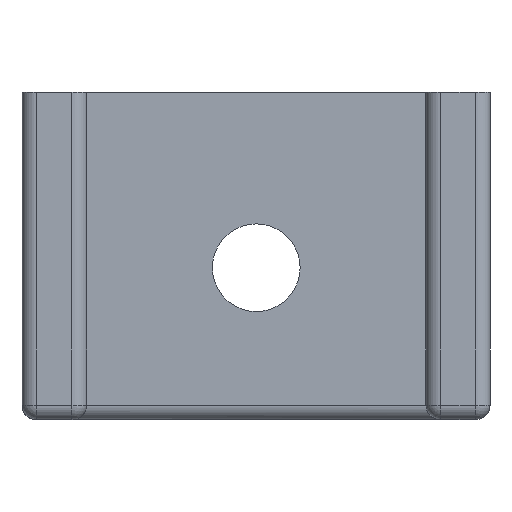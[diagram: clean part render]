
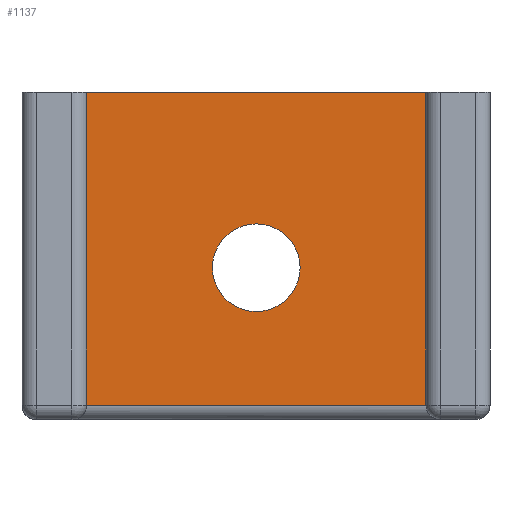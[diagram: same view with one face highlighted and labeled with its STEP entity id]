
A CAD part, left-side view. The second image highlights one B-rep face of the part: STEP entity #1137.
In plain terms, the highlighted planar face has unit normal (-1, 0, 0).
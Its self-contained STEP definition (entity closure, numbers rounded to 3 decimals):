
#68=FACE_BOUND('',#226,.T.);
#76=CIRCLE('',#1208,1.5);
#77=CIRCLE('',#1209,1.5);
#152=FACE_OUTER_BOUND('',#225,.T.);
#225=EDGE_LOOP('',(#842,#843,#844,#845));
#226=EDGE_LOOP('',(#846,#847));
#314=LINE('',#1841,#417);
#315=LINE('',#1849,#418);
#316=LINE('',#1850,#419);
#317=LINE('',#1851,#420);
#417=VECTOR('',#1447,10.);
#418=VECTOR('',#1458,10.);
#419=VECTOR('',#1459,0.5);
#420=VECTOR('',#1460,10.);
#500=VERTEX_POINT('',#1736);
#501=VERTEX_POINT('',#1738);
#520=VERTEX_POINT('',#1820);
#525=VERTEX_POINT('',#1839);
#526=VERTEX_POINT('',#1847);
#527=VERTEX_POINT('',#1848);
#604=EDGE_CURVE('',#501,#500,#76,.T.);
#605=EDGE_CURVE('',#500,#501,#77,.T.);
#642=EDGE_CURVE('',#520,#525,#314,.T.);
#645=EDGE_CURVE('',#526,#527,#315,.T.);
#646=EDGE_CURVE('',#520,#527,#316,.T.);
#647=EDGE_CURVE('',#525,#526,#317,.T.);
#842=ORIENTED_EDGE('',*,*,#645,.T.);
#843=ORIENTED_EDGE('',*,*,#646,.F.);
#844=ORIENTED_EDGE('',*,*,#642,.T.);
#845=ORIENTED_EDGE('',*,*,#647,.T.);
#846=ORIENTED_EDGE('',*,*,#604,.T.);
#847=ORIENTED_EDGE('',*,*,#605,.T.);
#1096=PLANE('',#1244);
#1137=ADVANCED_FACE('',(#152,#68),#1096,.F.);
#1208=AXIS2_PLACEMENT_3D('',#1739,#1365,#1366);
#1209=AXIS2_PLACEMENT_3D('',#1740,#1367,#1368);
#1244=AXIS2_PLACEMENT_3D('',#1846,#1456,#1457);
#1365=DIRECTION('center_axis',(1.,0.,0.));
#1366=DIRECTION('ref_axis',(0.,-1.,0.));
#1367=DIRECTION('center_axis',(1.,0.,0.));
#1368=DIRECTION('ref_axis',(0.,-1.,0.));
#1447=DIRECTION('',(0.,0.,1.));
#1456=DIRECTION('center_axis',(1.,0.,0.));
#1457=DIRECTION('ref_axis',(0.,-1.,0.));
#1458=DIRECTION('',(0.,0.,-1.));
#1459=DIRECTION('',(0.,1.,0.));
#1460=DIRECTION('',(0.,1.,0.));
#1736=CARTESIAN_POINT('',(-256.135,28.491,261.871));
#1738=CARTESIAN_POINT('',(-256.135,26.991,263.371));
#1739=CARTESIAN_POINT('Origin',(-256.135,26.991,261.871));
#1740=CARTESIAN_POINT('Origin',(-256.135,26.991,261.871));
#1820=CARTESIAN_POINT('',(-256.135,21.191,257.171));
#1839=CARTESIAN_POINT('',(-256.135,21.191,267.871));
#1841=CARTESIAN_POINT('',(-256.135,21.191,260.371));
#1846=CARTESIAN_POINT('Origin',(-256.135,27.,264.671));
#1847=CARTESIAN_POINT('',(-256.135,32.791,267.871));
#1848=CARTESIAN_POINT('',(-256.135,32.791,257.171));
#1849=CARTESIAN_POINT('',(-256.135,32.791,266.271));
#1850=CARTESIAN_POINT('',(-256.135,24.095,257.171));
#1851=CARTESIAN_POINT('',(-256.135,31.,267.871));
